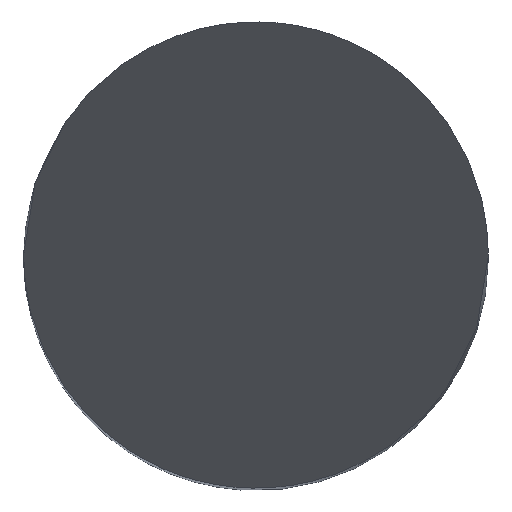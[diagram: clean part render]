
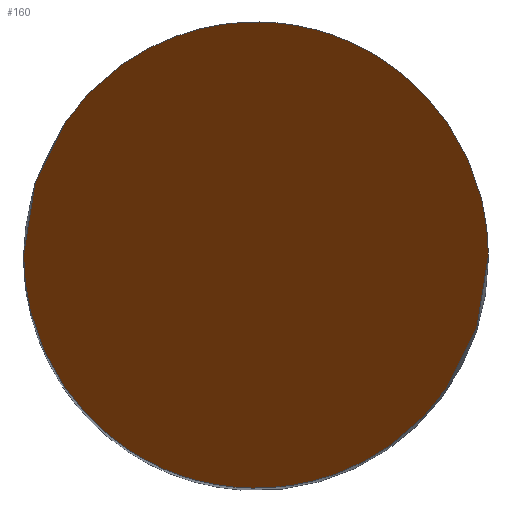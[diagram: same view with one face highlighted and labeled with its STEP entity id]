
A CAD part, top view. The second image highlights one B-rep face of the part: STEP entity #160.
In plain terms, the highlighted planar face has unit normal (0, -0.866, 0.5).
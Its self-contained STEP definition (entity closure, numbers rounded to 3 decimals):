
#58=PLANE('',#639);
#160=ADVANCED_FACE('',(#195),#58,.F.);
#195=FACE_OUTER_BOUND('',#228,.T.);
#228=EDGE_LOOP('',(#323,#324));
#323=ORIENTED_EDGE('',*,*,#484,.F.);
#324=ORIENTED_EDGE('',*,*,#501,.F.);
#429=VERTEX_POINT('',#1314);
#430=VERTEX_POINT('',#1315);
#484=EDGE_CURVE('',#429,#430,#573,.T.);
#501=EDGE_CURVE('',#430,#429,#577,.T.);
#573=(
BOUNDED_CURVE()
B_SPLINE_CURVE(3,(#1310,#1311,#1312,#1313),.UNSPECIFIED.,.F.,.F.)
B_SPLINE_CURVE_WITH_KNOTS((4,4),(0.,1.),.UNSPECIFIED.)
CURVE()
GEOMETRIC_REPRESENTATION_ITEM()
RATIONAL_B_SPLINE_CURVE((1.,0.333,0.333,1.))
REPRESENTATION_ITEM('')
);
#577=(
BOUNDED_CURVE()
B_SPLINE_CURVE(3,(#1378,#1379,#1380,#1381),.UNSPECIFIED.,.F.,.F.)
B_SPLINE_CURVE_WITH_KNOTS((4,4),(0.,1.),.UNSPECIFIED.)
CURVE()
GEOMETRIC_REPRESENTATION_ITEM()
RATIONAL_B_SPLINE_CURVE((1.,0.333,0.333,1.))
REPRESENTATION_ITEM('')
);
#639=AXIS2_PLACEMENT_3D('',#1412,#730,#731);
#730=DIRECTION('',(0.,0.866,-0.5));
#731=DIRECTION('',(0.,-0.5,-0.866));
#1310=CARTESIAN_POINT('',(-2.,0.,0.));
#1311=CARTESIAN_POINT('',(-2.,4.,6.928));
#1312=CARTESIAN_POINT('',(2.,4.,6.928));
#1313=CARTESIAN_POINT('',(2.,0.,0.));
#1314=CARTESIAN_POINT('',(-2.,0.,0.));
#1315=CARTESIAN_POINT('',(2.,0.,0.));
#1378=CARTESIAN_POINT('',(2.,0.,0.));
#1379=CARTESIAN_POINT('',(2.,-4.,-6.928));
#1380=CARTESIAN_POINT('',(-2.,-4.,-6.928));
#1381=CARTESIAN_POINT('',(-2.,0.,0.));
#1412=CARTESIAN_POINT('',(2.,2.,3.464));
